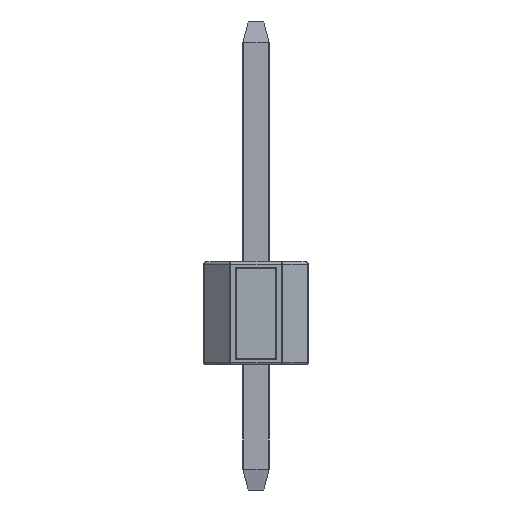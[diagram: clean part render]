
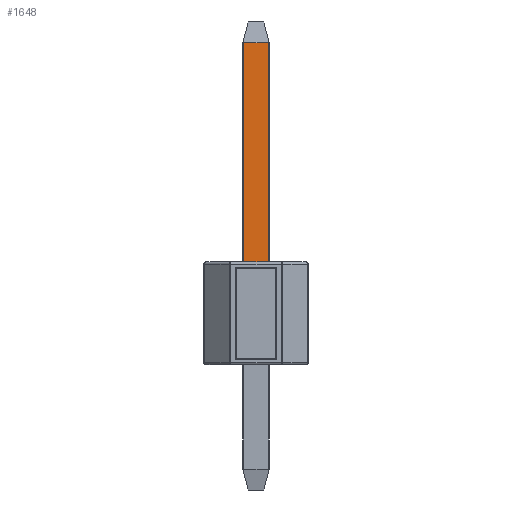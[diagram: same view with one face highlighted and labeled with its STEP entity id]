
A CAD part, left-side view. The second image highlights one B-rep face of the part: STEP entity #1648.
In plain terms, the highlighted planar face has unit normal (-1, 0, 0).
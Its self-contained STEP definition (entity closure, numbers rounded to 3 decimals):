
#299=FACE_OUTER_BOUND('',#393,.T.);
#393=EDGE_LOOP('',(#1338,#1339,#1340,#1341));
#502=LINE('',#2710,#642);
#525=LINE('',#2758,#665);
#526=LINE('',#2760,#666);
#527=LINE('',#2761,#667);
#642=VECTOR('',#2230,10.);
#665=VECTOR('',#2281,10.);
#666=VECTOR('',#2282,10.);
#667=VECTOR('',#2283,10.);
#706=VERTEX_POINT('',#2451);
#709=VERTEX_POINT('',#2458);
#788=VERTEX_POINT('',#2757);
#789=VERTEX_POINT('',#2759);
#958=EDGE_CURVE('',#709,#706,#502,.T.);
#981=EDGE_CURVE('',#788,#706,#525,.T.);
#982=EDGE_CURVE('',#789,#788,#526,.T.);
#983=EDGE_CURVE('',#709,#789,#527,.T.);
#1338=ORIENTED_EDGE('',*,*,#958,.T.);
#1339=ORIENTED_EDGE('',*,*,#981,.F.);
#1340=ORIENTED_EDGE('',*,*,#982,.F.);
#1341=ORIENTED_EDGE('',*,*,#983,.F.);
#1471=PLANE('',#1848);
#1648=ADVANCED_FACE('',(#299),#1471,.T.);
#1848=AXIS2_PLACEMENT_3D('',#2756,#2279,#2280);
#2230=DIRECTION('',(0.,-1.,0.));
#2279=DIRECTION('center_axis',(-1.,0.,0.));
#2280=DIRECTION('ref_axis',(0.,0.,1.));
#2281=DIRECTION('',(0.,0.,-1.));
#2282=DIRECTION('',(0.,-1.,0.));
#2283=DIRECTION('',(0.,0.,1.));
#2451=CARTESIAN_POINT('',(-0.32,-0.297,2.5));
#2458=CARTESIAN_POINT('',(-0.32,0.292,2.5));
#2710=CARTESIAN_POINT('',(-0.32,-0.003,2.5));
#2756=CARTESIAN_POINT('Origin',(-0.32,-0.003,2.645));
#2757=CARTESIAN_POINT('',(-0.32,-0.297,7.832));
#2758=CARTESIAN_POINT('',(-0.32,-0.297,5.493));
#2759=CARTESIAN_POINT('',(-0.32,0.292,7.832));
#2760=CARTESIAN_POINT('',(-0.32,0.158,7.832));
#2761=CARTESIAN_POINT('',(-0.32,0.292,-0.202));
